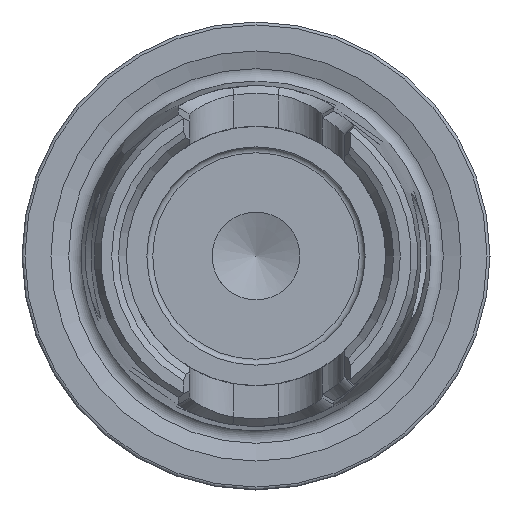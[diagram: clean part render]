
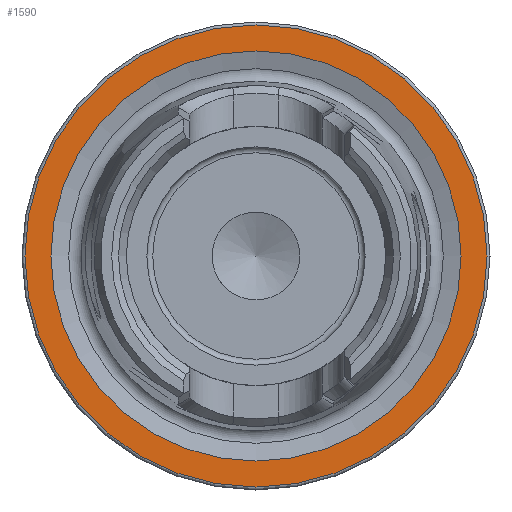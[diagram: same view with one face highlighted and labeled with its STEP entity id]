
A CAD part, left-side view. The second image highlights one B-rep face of the part: STEP entity #1590.
In plain terms, the highlighted planar face has unit normal (-1, 0, 0).
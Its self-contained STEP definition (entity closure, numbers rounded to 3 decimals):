
#61 = DIRECTION ( 'NONE',  ( -1., 0., 0. ) ) ;
#329 = FACE_BOUND ( 'NONE', #14088, .T. ) ;
#1040 = CARTESIAN_POINT ( 'NONE',  ( -97.15, 15.775, 0. ) ) ;
#1085 = DIRECTION ( 'NONE',  ( -1., 0., 0. ) ) ;
#1125 = PLANE ( 'NONE',  #14497 ) ;
#1139 = VERTEX_POINT ( 'NONE', #23351 ) ;
#1590 = ADVANCED_FACE ( 'NONE', ( #329, #1861 ), #1125, .F. ) ;
#1861 = FACE_OUTER_BOUND ( 'NONE', #17581, .T. ) ;
#1878 = AXIS2_PLACEMENT_3D ( 'NONE', #7965, #61, #9834 ) ;
#3672 = CIRCLE ( 'NONE', #11552, 15.775 ) ;
#5478 = ORIENTED_EDGE ( 'NONE', *, *, #13358, .T. ) ;
#7001 = DIRECTION ( 'NONE',  ( 0., 0., 1. ) ) ;
#7042 = DIRECTION ( 'NONE',  ( 0., 0., -1. ) ) ;
#7965 = CARTESIAN_POINT ( 'NONE',  ( -97.15, 0., 0. ) ) ;
#9172 = ORIENTED_EDGE ( 'NONE', *, *, #21413, .F. ) ;
#9834 = DIRECTION ( 'NONE',  ( 0., 0., 1. ) ) ;
#11552 = AXIS2_PLACEMENT_3D ( 'NONE', #12837, #1085, #7001 ) ;
#12837 = CARTESIAN_POINT ( 'NONE',  ( -97.15, 0., 0. ) ) ;
#13358 = EDGE_CURVE ( 'NONE', #24199, #24199, #3672, .T. ) ;
#14088 = EDGE_LOOP ( 'NONE', ( #9172 ) ) ;
#14497 = AXIS2_PLACEMENT_3D ( 'NONE', #1040, #17034, #7042 ) ;
#14763 = CARTESIAN_POINT ( 'NONE',  ( -97.15, 0., 15.775 ) ) ;
#17034 = DIRECTION ( 'NONE',  ( 1., 0., 0. ) ) ;
#17581 = EDGE_LOOP ( 'NONE', ( #5478 ) ) ;
#21081 = CIRCLE ( 'NONE', #1878, 14. ) ;
#21413 = EDGE_CURVE ( 'NONE', #1139, #1139, #21081, .T. ) ;
#23351 = CARTESIAN_POINT ( 'NONE',  ( -97.15, 0., 14. ) ) ;
#24199 = VERTEX_POINT ( 'NONE', #14763 ) ;
